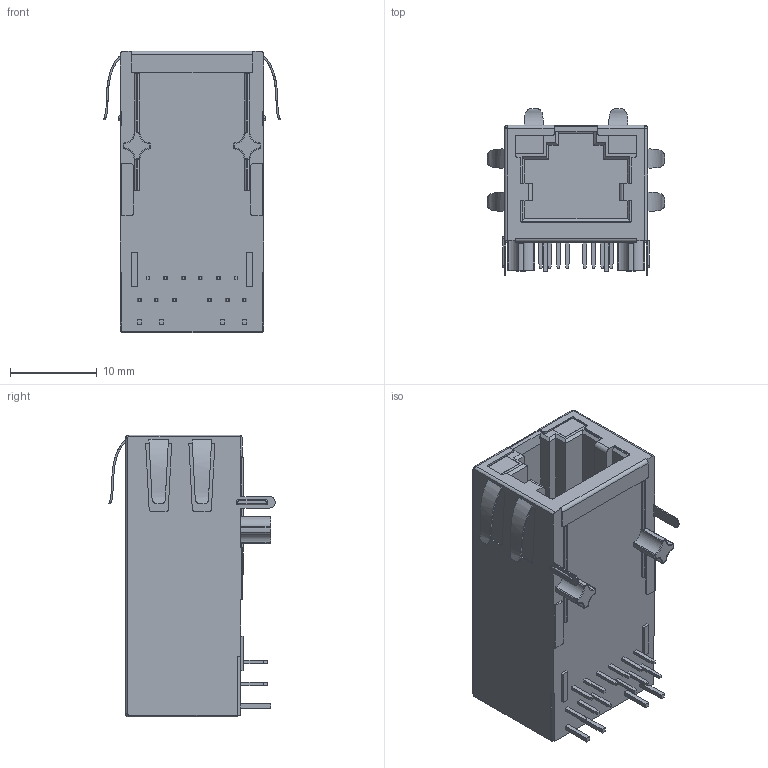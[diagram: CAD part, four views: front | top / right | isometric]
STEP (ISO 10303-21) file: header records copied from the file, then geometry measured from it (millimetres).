
FILE_DESCRIPTION (( 'STEP AP203' ), '1' );
FILE_NAME ('TMJK4039-8KAONL.STEP', '2024-04-16T03:33:38', ( 'Windows 蚚誧' ), ( 'Microsoft' ), 'SwSTEP 2.0', 'SolidWorks 2020', '' );
FILE_SCHEMA (( 'CONFIG_CONTROL_DESIGN' ));
Length unit declared in the file: millimetre
Products named in the file (1): TMJK4039-8KAONL
Bounding box: 20.44 x 19.21 x 32.5 mm (x, y, z)
Volume: 6279.9 mm3; surface area: 3226.2 mm2
Topology: 1 solids, 1 shells, 882 faces, 2344 edges, 1502 vertices
Faces by surface type: plane 555, bspline 219, cylinder 104, torus 4
Entity records: 36530 total; most frequent: CARTESIAN_POINT 15974, ORIENTED_EDGE 4608, DIRECTION 3542, EDGE_CURVE 2304, VECTOR 1654, LINE 1654, VERTEX_POINT 1502, EDGE_LOOP 960
